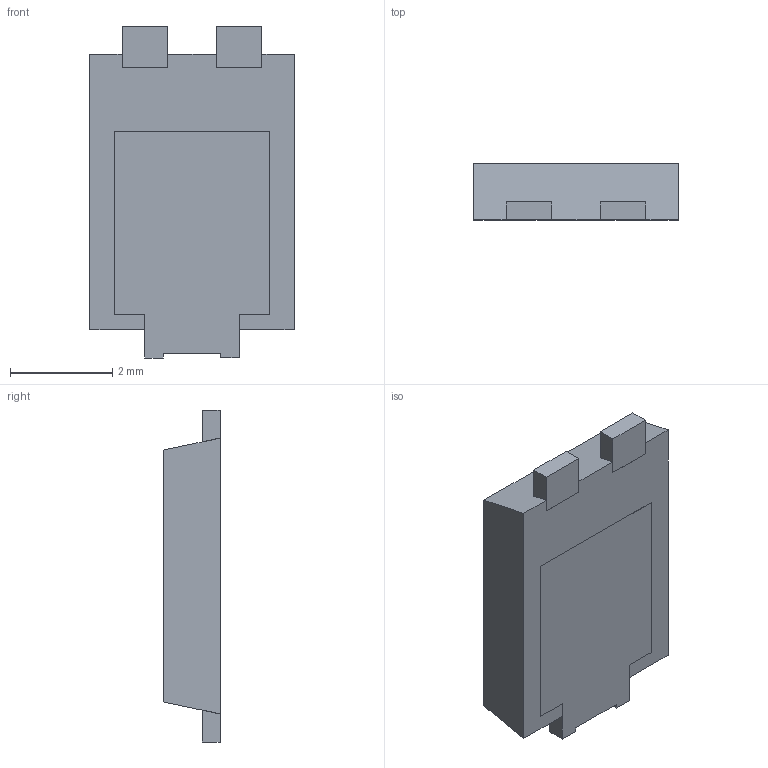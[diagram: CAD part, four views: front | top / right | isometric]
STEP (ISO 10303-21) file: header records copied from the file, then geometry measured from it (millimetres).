
FILE_DESCRIPTION (( 'STEP AP214' ), '1' );
FILE_NAME ('User Library-PDS 1040.STEP', '2015-02-23T18:58:58', ( 'Windows User' ), ( '' ), 'SwSTEP 2.0', 'SolidWorks 2015', '' );
FILE_SCHEMA (( 'AUTOMOTIVE_DESIGN' ));
Length unit declared in the file: millimetre
Products named in the file (1): User Library-PDS 1040
Bounding box: 4 x 1.1 x 6.5 mm (x, y, z)
Volume: 23.5 mm3; surface area: 67.1 mm2
Topology: 1 solids, 1 shells, 177 faces, 471 edges, 314 vertices
Faces by surface type: plane 92, bspline 85
Entity records: 10307 total; most frequent: CARTESIAN_POINT 6336, ORIENTED_EDGE 942, DIRECTION 487, EDGE_CURVE 471, VERTEX_POINT 314, LINE 301, VECTOR 301, EDGE_LOOP 195
